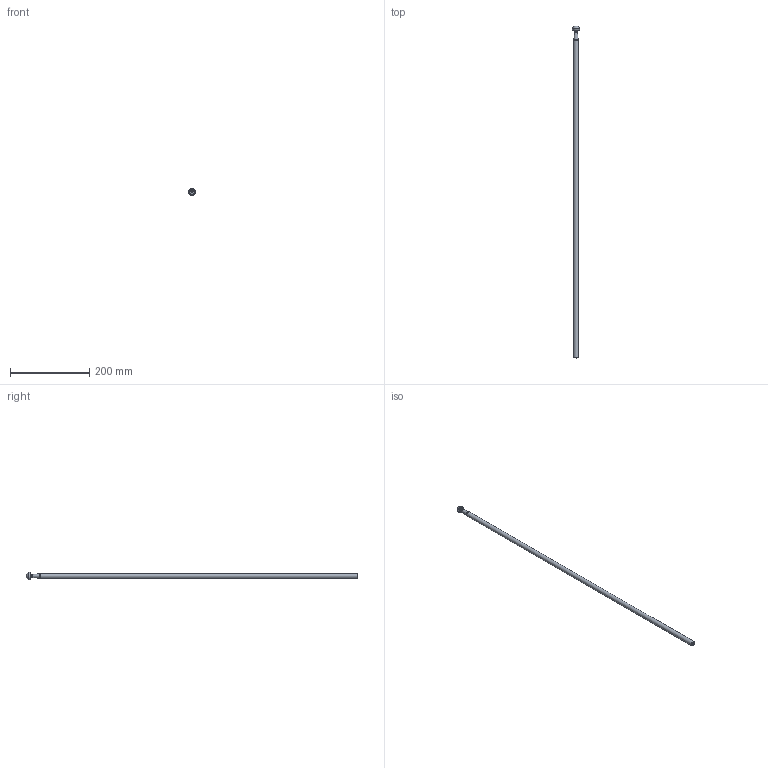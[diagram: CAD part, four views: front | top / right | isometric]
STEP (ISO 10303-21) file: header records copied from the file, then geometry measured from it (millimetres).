
FILE_DESCRIPTION (( 'STEP AP203' ), '1' );
FILE_NAME ('1647.STEP', '2022-04-25T10:48:30', ( '' ), ( '' ), 'SwSTEP 2.0', 'SolidWorks 2018', '' );
FILE_SCHEMA (( 'CONFIG_CONTROL_DESIGN' ));
Length unit declared in the file: millimetre
Products named in the file (1): 1647
Bounding box: 18.5 x 840 x 18.5 mm (x, y, z)
Volume: 94806.6 mm3; surface area: 31915 mm2
Topology: 1 solids, 1 shells, 207 faces, 558 edges, 371 vertices
Faces by surface type: plane 123, bspline 77, torus 3, cone 2, cylinder 1, sphere 1
Full cylindrical faces by diameter (mm): 12 x1
Entity records: 9618 total; most frequent: CARTESIAN_POINT 4900, ORIENTED_EDGE 1100, DIRECTION 665, EDGE_CURVE 550, VECTOR 389, LINE 389, VERTEX_POINT 369, EDGE_LOOP 231
